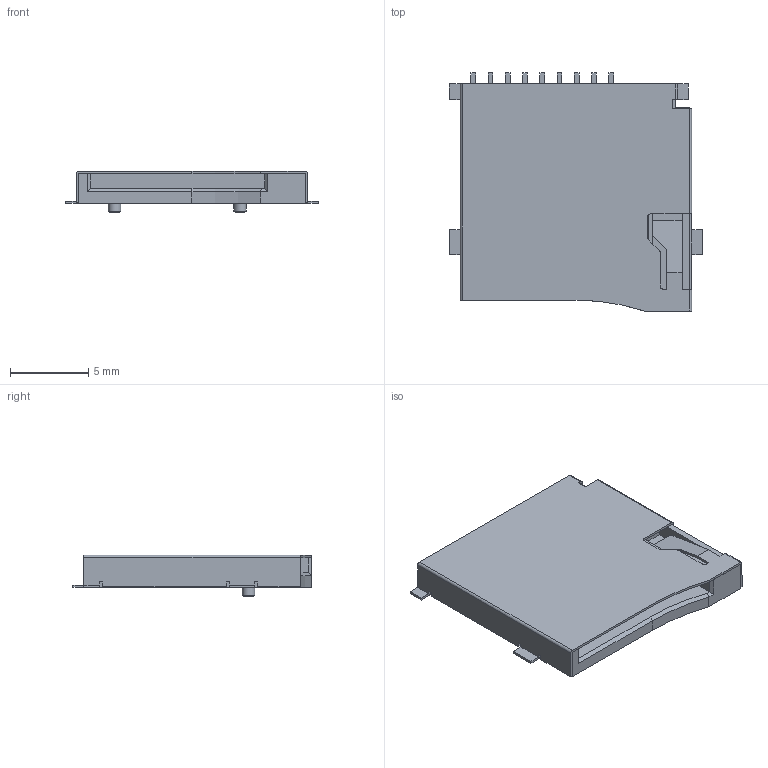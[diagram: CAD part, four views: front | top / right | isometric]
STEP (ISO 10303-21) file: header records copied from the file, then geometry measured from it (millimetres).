
FILE_DESCRIPTION(/* description */ (''),/* implementation_level */ '2;1');
FILE_NAME(/* name */ '3D_TFCard.step',/* time_stamp */ '2022-03-27T07:05:12+08:00',/* author */ (''),/* organization */ (''),/* preprocessor_version */ 'ST-DEVELOPER v18.1',/* originating_system */ 'Autodesk Translation Framework v10.13.0.1454',/* authorisation */ '');
FILE_SCHEMA (('AUTOMOTIVE_DESIGN { 1 0 10303 214 3 1 1 }'));
Length unit declared in the file: millimetre
Products named in the file (4): 3D_TFCard; CARD1; TF-SMD_THD2528-11SD-GF; COMPOUND (1)
Assembly tree (3 placements, depth 4):
  3D_TFCard
    CARD1
      TF-SMD_THD2528-11SD-GF
        COMPOUND (1)
Bounding box: 16.15 x 15.2 x 2.65 mm (x, y, z)
Volume: 264.8 mm3; surface area: 1122.3 mm2
Topology: 11 solids, 11 shells, 255 faces, 645 edges, 428 vertices
Faces by surface type: plane 222, cylinder 16, bspline 14, cone 3
Full cylindrical faces by diameter (mm): 0.8 x2
Entity records: 8536 total; most frequent: CARTESIAN_POINT 2139, ORIENTED_EDGE 1290, DIRECTION 1147, EDGE_CURVE 645, LINE 581, VECTOR 581, VERTEX_POINT 428, AXIS2_PLACEMENT_3D 283
